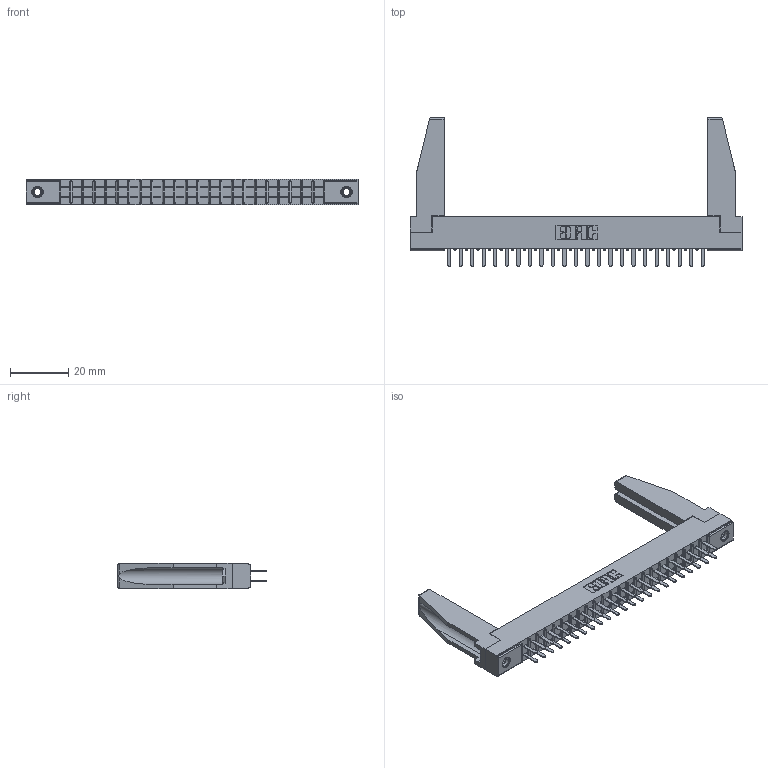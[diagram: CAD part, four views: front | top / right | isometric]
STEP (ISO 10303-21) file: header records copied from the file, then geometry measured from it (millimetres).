
FILE_DESCRIPTION (( 'STEP AP203' ), '1' );
FILE_NAME ('305-046-520-278.STEP', '2019-09-09T20:28:22', ( '' ), ( '' ), 'SwSTEP 2.0', 'SolidWorks 2016', '' );
FILE_SCHEMA (( 'CONFIG_CONTROL_DESIGN' ));
Length unit declared in the file: inch
Products named in the file (5): 305-046-520-278; 305 Part_.156 Dia; 307-220-078; 305-290-001_520; 345-250-001_345-250-001-102
Assembly tree (51 placements, depth 2):
  305-046-520-278
    305 Part_.156 Dia
    305-290-001_520  x46
    345-250-001_345-250-001-102  x2
    307-220-078  x2
Bounding box: 114.15 x 51.13 x 8.71 mm (x, y, z)
Volume: 11142.9 mm3; surface area: 17430.2 mm2
Topology: 51 solids, 51 shells, 2362 faces, 6695 edges, 4330 vertices
Faces by surface type: plane 1394, cylinder 860, sphere 92, cone 12, torus 4
Entity records: 29535 total; most frequent: CARTESIAN_POINT 4893, ORIENTED_EDGE 4812, DIRECTION 4706, EDGE_CURVE 2406, LINE 1924, VECTOR 1924, VERTEX_POINT 1536, AXIS2_PLACEMENT_3D 1391
